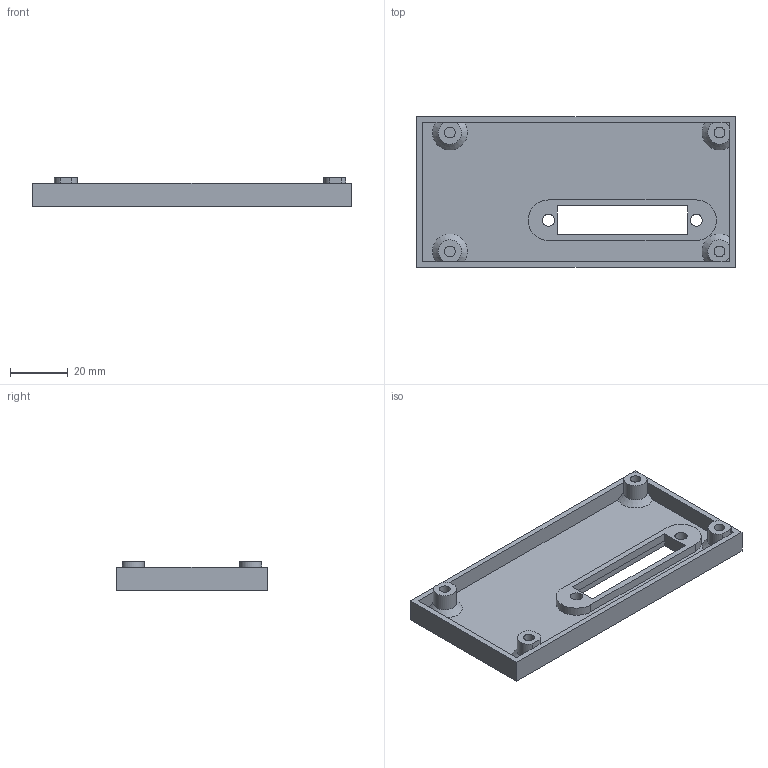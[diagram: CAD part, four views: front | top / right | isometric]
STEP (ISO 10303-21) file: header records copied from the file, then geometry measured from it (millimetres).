
FILE_DESCRIPTION(/* description */ (''),/* implementation_level */ '2;1');
FILE_NAME(/* name */ 'RearCoverMod.step',/* time_stamp */ '2024-04-12T18:15:37+02:00',/* author */ (''),/* organization */ (''),/* preprocessor_version */ 'ST-DEVELOPER v20',/* originating_system */ 'Autodesk Translation Framework v12.20.1.177',/* authorisation */ '');
FILE_SCHEMA (('AUTOMOTIVE_DESIGN { 1 0 10303 214 3 1 1 }'));
Length unit declared in the file: millimetre
Products named in the file (1): RearCoverMod
Bounding box: 110 x 52 x 10 mm (x, y, z)
Volume: 16482.3 mm3; surface area: 17009.9 mm2
Topology: 1 solids, 1 shells, 70 faces, 160 edges, 102 vertices
Faces by surface type: plane 46, cylinder 20, cone 4
Full cylindrical faces by diameter (mm): 3.7 x4, 4.2 x4, 6 x4
Entity records: 1991 total; most frequent: CARTESIAN_POINT 349, DIRECTION 336, ORIENTED_EDGE 320, EDGE_CURVE 160, AXIS2_PLACEMENT_3D 113, LINE 110, VECTOR 110, VERTEX_POINT 102
